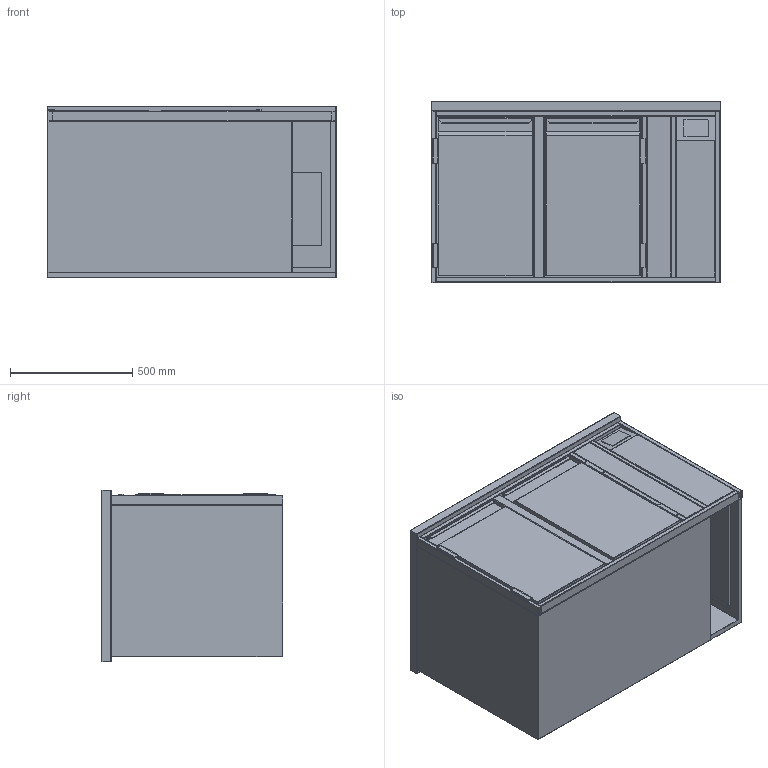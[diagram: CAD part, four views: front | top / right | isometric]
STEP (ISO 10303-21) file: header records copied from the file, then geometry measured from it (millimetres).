
FILE_DESCRIPTION (( 'STEP AP214' ), '1' );
FILE_NAME ('SZ-2-70-Z-R-2T-V03_49.step', '2025-02-25T08:32:45', ( '' ), ( '' ), 'SwSTEP 2.0', 'SolidWorks 2023', '' );
FILE_SCHEMA (( 'AUTOMOTIVE_DESIGN' ));
Length unit declared in the file: millimetre
Products named in the file (12): 18-06-35404_TUER-385-645-L; 18-06-35404_TUER-385-645-R; 20-03-43318_G-KT-Rahmen-Tür-400-700; 20-03-43319_G-SA-Einbauelement-Tür-400-660-700-L; 25-02-56864_G-SA-Korpus-1000-660-700-R; 20-03-43331_G-KT-Auflage-400-660-mit-Rost; 25-02-56863_Oberplatte-1180-700-40-R; 20-03-43319_G-SA-Einbauelement-Tür-400-660-700-R; SZ-2-70-Z-R-2T-V03_49; 21-01-47566_G-SA-FRR-700-1180--1000B-1SV100-180; 20-03-43331_G-KT-Auflage-400-660-Ohne-Rost; 24-02-55011_G-KT-Fach-Z-R-180-660-700
Assembly tree (14 placements, depth 3):
  SZ-2-70-Z-R-2T-V03_49
    25-02-56864_G-SA-Korpus-1000-660-700-R
    21-01-47566_G-SA-FRR-700-1180--1000B-1SV100-180
    24-02-55011_G-KT-Fach-Z-R-180-660-700
    20-03-43319_G-SA-Einbauelement-Tür-400-660-700-L
      20-03-43318_G-KT-Rahmen-Tür-400-700
      18-06-35404_TUER-385-645-L
      20-03-43331_G-KT-Auflage-400-660-Ohne-Rost
      20-03-43331_G-KT-Auflage-400-660-mit-Rost
    20-03-43319_G-SA-Einbauelement-Tür-400-660-700-R
      20-03-43318_G-KT-Rahmen-Tür-400-700
      18-06-35404_TUER-385-645-R
      20-03-43331_G-KT-Auflage-400-660-Ohne-Rost
      20-03-43331_G-KT-Auflage-400-660-mit-Rost
    25-02-56863_Oberplatte-1180-700-40-R
Bounding box: 1181 x 740 x 700 mm (x, y, z)
Volume: 153711533.5 mm3; surface area: 14038215.7 mm2
Topology: 34 solids, 34 shells, 1702 faces, 4510 edges, 2860 vertices
Faces by surface type: cylinder 1028, plane 578, sphere 34, torus 32, bspline 30
Entity records: 37645 total; most frequent: CARTESIAN_POINT 7239, DIRECTION 6421, ORIENTED_EDGE 6014, EDGE_CURVE 3007, AXIS2_PLACEMENT_3D 2360, VERTEX_POINT 1902, VECTOR 1701, LINE 1701
